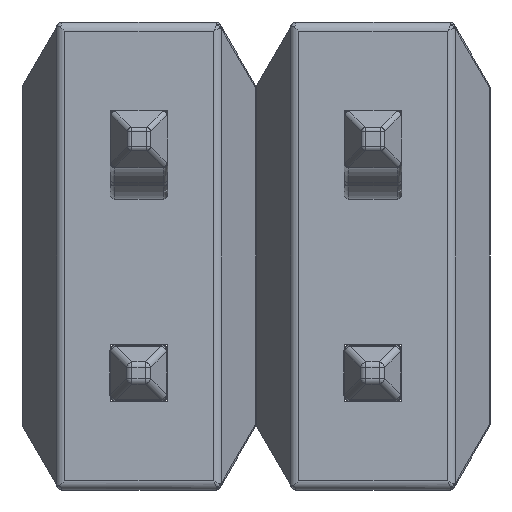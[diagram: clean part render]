
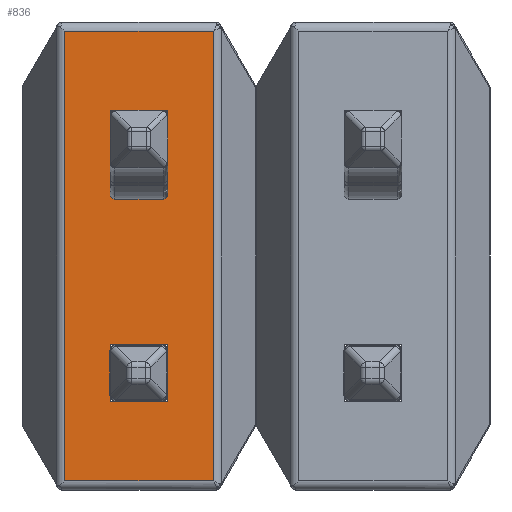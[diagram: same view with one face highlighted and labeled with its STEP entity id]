
A CAD part, front view. The second image highlights one B-rep face of the part: STEP entity #836.
In plain terms, the highlighted planar face has unit normal (0, -1, 0).
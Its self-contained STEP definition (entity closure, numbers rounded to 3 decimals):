
#114 = VERTEX_POINT ( 'NONE', #7800 ) ;
#273 = DIRECTION ( 'NONE',  ( 0., 0., -1. ) ) ;
#438 = VERTEX_POINT ( 'NONE', #986 ) ;
#547 = CARTESIAN_POINT ( 'NONE',  ( 0.313, -2.29, 0.958 ) ) ;
#583 = CARTESIAN_POINT ( 'NONE',  ( -0.866, -2.29, 2.44 ) ) ;
#836 = ADVANCED_FACE ( 'NONE', ( #4840, #1207, #4644 ), #5073, .F. ) ;
#986 = CARTESIAN_POINT ( 'NONE',  ( -0.312, -2.29, 1.583 ) ) ;
#1019 = DIRECTION ( 'NONE',  ( 1., 0., 0. ) ) ;
#1128 = VERTEX_POINT ( 'NONE', #547 ) ;
#1139 = VERTEX_POINT ( 'NONE', #2448 ) ;
#1145 = ORIENTED_EDGE ( 'NONE', *, *, #6104, .F. ) ;
#1167 = VERTEX_POINT ( 'NONE', #3041 ) ;
#1207 = FACE_BOUND ( 'NONE', #7735, .T. ) ;
#1795 = LINE ( 'NONE', #3764, #6636 ) ;
#1798 = CARTESIAN_POINT ( 'NONE',  ( -0.312, -2.29, 1.583 ) ) ;
#1802 = EDGE_LOOP ( 'NONE', ( #7142, #5804, #4877, #4464 ) ) ;
#1826 = EDGE_CURVE ( 'NONE', #114, #1128, #6547, .T. ) ;
#1879 = CARTESIAN_POINT ( 'NONE',  ( 0.808, -2.29, -2.44 ) ) ;
#1971 = LINE ( 'NONE', #1798, #3473 ) ;
#2059 = VECTOR ( 'NONE', #2211, 1000. ) ;
#2138 = VERTEX_POINT ( 'NONE', #7699 ) ;
#2151 = ORIENTED_EDGE ( 'NONE', *, *, #6773, .T. ) ;
#2211 = DIRECTION ( 'NONE',  ( -1., 0., 0. ) ) ;
#2281 = LINE ( 'NONE', #4239, #6898 ) ;
#2283 = CARTESIAN_POINT ( 'NONE',  ( -0.808, -2.29, -2.54 ) ) ;
#2365 = ORIENTED_EDGE ( 'NONE', *, *, #6891, .F. ) ;
#2444 = CARTESIAN_POINT ( 'NONE',  ( 0.313, -2.29, -1.583 ) ) ;
#2448 = CARTESIAN_POINT ( 'NONE',  ( 0.808, -2.29, 2.44 ) ) ;
#2541 = ORIENTED_EDGE ( 'NONE', *, *, #4618, .F. ) ;
#2657 = LINE ( 'NONE', #6725, #3973 ) ;
#2667 = EDGE_CURVE ( 'NONE', #2701, #1139, #7981, .T. ) ;
#2692 = VECTOR ( 'NONE', #5645, 1000. ) ;
#2701 = VERTEX_POINT ( 'NONE', #1879 ) ;
#2878 = DIRECTION ( 'NONE',  ( 1., 0., 0. ) ) ;
#2893 = CARTESIAN_POINT ( 'NONE',  ( -0.808, -2.29, 2.44 ) ) ;
#2949 = EDGE_CURVE ( 'NONE', #2138, #1167, #3766, .T. ) ;
#2968 = DIRECTION ( 'NONE',  ( 0., 0., 1. ) ) ;
#3022 = VERTEX_POINT ( 'NONE', #2893 ) ;
#3041 = CARTESIAN_POINT ( 'NONE',  ( -0.312, -2.29, -0.958 ) ) ;
#3042 = VERTEX_POINT ( 'NONE', #4822 ) ;
#3194 = VECTOR ( 'NONE', #4152, 1000. ) ;
#3395 = VECTOR ( 'NONE', #5124, 1000. ) ;
#3473 = VECTOR ( 'NONE', #7457, 1000. ) ;
#3520 = LINE ( 'NONE', #7729, #7043 ) ;
#3764 = CARTESIAN_POINT ( 'NONE',  ( 0.313, -2.29, 0.958 ) ) ;
#3766 = LINE ( 'NONE', #4774, #2059 ) ;
#3973 = VECTOR ( 'NONE', #2968, 1000. ) ;
#4152 = DIRECTION ( 'NONE',  ( 1., 0., 0. ) ) ;
#4239 = CARTESIAN_POINT ( 'NONE',  ( 0.866, -2.29, -2.44 ) ) ;
#4280 = AXIS2_PLACEMENT_3D ( 'NONE', #6960, #6410, #7314 ) ;
#4355 = VERTEX_POINT ( 'NONE', #2444 ) ;
#4407 = LINE ( 'NONE', #8097, #2692 ) ;
#4464 = ORIENTED_EDGE ( 'NONE', *, *, #5554, .F. ) ;
#4618 = EDGE_CURVE ( 'NONE', #438, #114, #3520, .T. ) ;
#4644 = FACE_OUTER_BOUND ( 'NONE', #7465, .T. ) ;
#4687 = VECTOR ( 'NONE', #6320, 1000. ) ;
#4774 = CARTESIAN_POINT ( 'NONE',  ( -0.312, -2.29, -0.958 ) ) ;
#4799 = EDGE_CURVE ( 'NONE', #8193, #4355, #8033, .T. ) ;
#4822 = CARTESIAN_POINT ( 'NONE',  ( -0.808, -2.29, -2.44 ) ) ;
#4840 = FACE_BOUND ( 'NONE', #1802, .T. ) ;
#4877 = ORIENTED_EDGE ( 'NONE', *, *, #4799, .F. ) ;
#5073 = PLANE ( 'NONE',  #4280 ) ;
#5124 = DIRECTION ( 'NONE',  ( -1., 0., 0. ) ) ;
#5266 = VERTEX_POINT ( 'NONE', #8012 ) ;
#5554 = EDGE_CURVE ( 'NONE', #1167, #8193, #4407, .T. ) ;
#5639 = EDGE_CURVE ( 'NONE', #1139, #3022, #6723, .T. ) ;
#5645 = DIRECTION ( 'NONE',  ( 0., 0., -1. ) ) ;
#5804 = ORIENTED_EDGE ( 'NONE', *, *, #7166, .F. ) ;
#5861 = ORIENTED_EDGE ( 'NONE', *, *, #1826, .F. ) ;
#5908 = ORIENTED_EDGE ( 'NONE', *, *, #2667, .T. ) ;
#6104 = EDGE_CURVE ( 'NONE', #1128, #5266, #1795, .T. ) ;
#6268 = CARTESIAN_POINT ( 'NONE',  ( 0.808, -2.29, 2.54 ) ) ;
#6320 = DIRECTION ( 'NONE',  ( 0., 0., 1. ) ) ;
#6388 = VECTOR ( 'NONE', #2878, 1000. ) ;
#6410 = DIRECTION ( 'NONE',  ( 0., 1., 0. ) ) ;
#6487 = DIRECTION ( 'NONE',  ( 0., 0., -1. ) ) ;
#6547 = LINE ( 'NONE', #6766, #3194 ) ;
#6636 = VECTOR ( 'NONE', #6895, 1000. ) ;
#6695 = EDGE_CURVE ( 'NONE', #3022, #3042, #7479, .T. ) ;
#6723 = LINE ( 'NONE', #583, #3395 ) ;
#6725 = CARTESIAN_POINT ( 'NONE',  ( 0.313, -2.29, -1.583 ) ) ;
#6766 = CARTESIAN_POINT ( 'NONE',  ( -0.312, -2.29, 0.958 ) ) ;
#6773 = EDGE_CURVE ( 'NONE', #3042, #2701, #2281, .T. ) ;
#6891 = EDGE_CURVE ( 'NONE', #5266, #438, #1971, .T. ) ;
#6895 = DIRECTION ( 'NONE',  ( 0., 0., 1. ) ) ;
#6898 = VECTOR ( 'NONE', #1019, 1000. ) ;
#6960 = CARTESIAN_POINT ( 'NONE',  ( 0., -2.29, 0. ) ) ;
#7043 = VECTOR ( 'NONE', #6487, 1000. ) ;
#7052 = CARTESIAN_POINT ( 'NONE',  ( -0.312, -2.29, -1.583 ) ) ;
#7142 = ORIENTED_EDGE ( 'NONE', *, *, #2949, .F. ) ;
#7166 = EDGE_CURVE ( 'NONE', #4355, #2138, #2657, .T. ) ;
#7257 = CARTESIAN_POINT ( 'NONE',  ( -0.312, -2.29, -1.583 ) ) ;
#7269 = VECTOR ( 'NONE', #273, 1000. ) ;
#7314 = DIRECTION ( 'NONE',  ( 0., 0., 1. ) ) ;
#7457 = DIRECTION ( 'NONE',  ( -1., 0., 0. ) ) ;
#7465 = EDGE_LOOP ( 'NONE', ( #5908, #7531, #7940, #2151 ) ) ;
#7479 = LINE ( 'NONE', #2283, #7269 ) ;
#7531 = ORIENTED_EDGE ( 'NONE', *, *, #5639, .T. ) ;
#7699 = CARTESIAN_POINT ( 'NONE',  ( 0.313, -2.29, -0.958 ) ) ;
#7729 = CARTESIAN_POINT ( 'NONE',  ( -0.312, -2.29, 0.958 ) ) ;
#7735 = EDGE_LOOP ( 'NONE', ( #2365, #1145, #5861, #2541 ) ) ;
#7800 = CARTESIAN_POINT ( 'NONE',  ( -0.312, -2.29, 0.958 ) ) ;
#7940 = ORIENTED_EDGE ( 'NONE', *, *, #6695, .T. ) ;
#7981 = LINE ( 'NONE', #6268, #4687 ) ;
#8012 = CARTESIAN_POINT ( 'NONE',  ( 0.313, -2.29, 1.583 ) ) ;
#8033 = LINE ( 'NONE', #7257, #6388 ) ;
#8097 = CARTESIAN_POINT ( 'NONE',  ( -0.312, -2.29, -1.583 ) ) ;
#8193 = VERTEX_POINT ( 'NONE', #7052 ) ;
